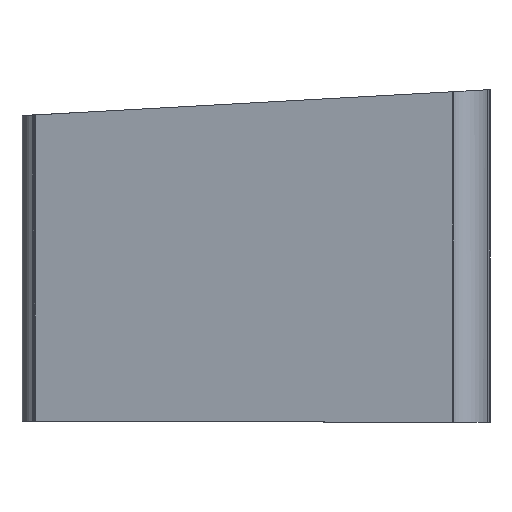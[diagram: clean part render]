
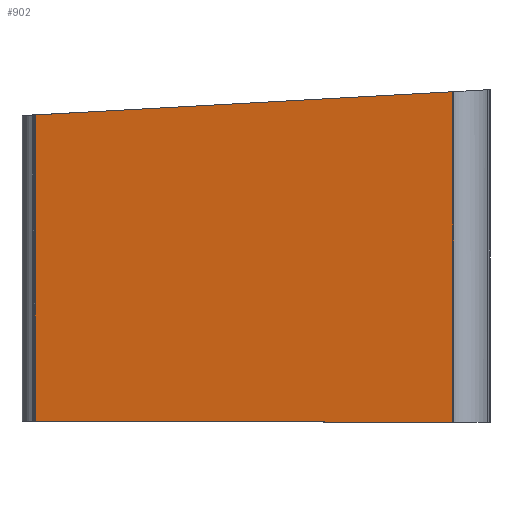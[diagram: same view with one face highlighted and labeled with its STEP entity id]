
A CAD part, top view. The second image highlights one B-rep face of the part: STEP entity #902.
In plain terms, the highlighted planar face has unit normal (0.851, 0, 0.526).
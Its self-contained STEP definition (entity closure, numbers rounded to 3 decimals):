
#44 = PLANE('',#45);
#45 = AXIS2_PLACEMENT_3D('',#46,#47,#48);
#46 = CARTESIAN_POINT('',(4.001,-68.69,0.));
#47 = DIRECTION('',(0.058,-0.998,0.));
#48 = DIRECTION('',(0.,0.,-1.));
#97 = PLANE('',#98);
#98 = AXIS2_PLACEMENT_3D('',#99,#100,#101);
#99 = CARTESIAN_POINT('',(0.,0.,-7500.));
#100 = DIRECTION('',(0.,-1.,-0.));
#101 = DIRECTION('',(1.,0.,0.));
#220 = VERTEX_POINT('',#221);
#221 = CARTESIAN_POINT('',(11749.431,615.403,
    2531.528));
#236 = CYLINDRICAL_SURFACE('',#237,48.);
#237 = AXIS2_PLACEMENT_3D('',#238,#239,#240);
#238 = CARTESIAN_POINT('',(11790.262,-550.,2556.763)
  );
#239 = DIRECTION('',(-0.,1.,0.));
#240 = DIRECTION('',(0.438,0.,-0.899));
#255 = EDGE_CURVE('',#256,#220,#258,.T.);
#256 = VERTEX_POINT('',#257);
#257 = CARTESIAN_POINT('',(10954.793,569.12,
    3817.266));
#258 = SURFACE_CURVE('',#259,(#263,#269),.PCURVE_S1.);
#259 = LINE('',#260,#261);
#260 = CARTESIAN_POINT('',(9626.142,491.735,
    5967.046));
#261 = VECTOR('',#262,1.);
#262 = DIRECTION('',(0.525,0.031,-0.85));
#263 = PCURVE('',#44,#264);
#264 = DEFINITIONAL_REPRESENTATION('',(#265),#268);
#265 = B_SPLINE_CURVE_WITH_KNOTS('',1,(#266,#267),.UNSPECIFIED.,.F.,.F.,
  (2,2),(-12005609.332,12005639.461),
  .PIECEWISE_BEZIER_KNOTS.);
#266 = CARTESIAN_POINT('',(-10213734.217,-6309866.662));
#267 = CARTESIAN_POINT('',(10201825.742,6329159.416));
#268 = ( GEOMETRIC_REPRESENTATION_CONTEXT(2) 
PARAMETRIC_REPRESENTATION_CONTEXT() REPRESENTATION_CONTEXT('2D SPACE',''
  ) );
#269 = PCURVE('',#270,#275);
#270 = PLANE('',#271);
#271 = AXIS2_PLACEMENT_3D('',#272,#273,#274);
#272 = CARTESIAN_POINT('',(9634.058,0.,5954.238));
#273 = DIRECTION('',(0.851,0.,0.526));
#274 = DIRECTION('',(0.,-1.,0.));
#275 = DEFINITIONAL_REPRESENTATION('',(#276),#279);
#276 = B_SPLINE_CURVE_WITH_KNOTS('',1,(#277,#278),.UNSPECIFIED.,.F.,.F.,
  (2,2),(-12005609.332,12005639.461),
  .PIECEWISE_BEZIER_KNOTS.);
#277 = CARTESIAN_POINT('',(366954.611,-12000000.));
#278 = CARTESIAN_POINT('',(-367939.003,12000000.));
#279 = ( GEOMETRIC_REPRESENTATION_CONTEXT(2) 
PARAMETRIC_REPRESENTATION_CONTEXT() REPRESENTATION_CONTEXT('2D SPACE',''
  ) );
#298 = CYLINDRICAL_SURFACE('',#299,48.);
#299 = AXIS2_PLACEMENT_3D('',#300,#301,#302);
#300 = CARTESIAN_POINT('',(10995.624,-550.,3842.501)
  );
#301 = DIRECTION('',(-0.,1.,0.));
#302 = DIRECTION('',(-0.609,-0.,0.794));
#650 = VERTEX_POINT('',#651);
#651 = CARTESIAN_POINT('',(11749.431,0.,2531.528));
#677 = EDGE_CURVE('',#678,#650,#680,.T.);
#678 = VERTEX_POINT('',#679);
#679 = CARTESIAN_POINT('',(10954.793,0.,3817.266));
#680 = SURFACE_CURVE('',#681,(#685,#691),.PCURVE_S1.);
#681 = LINE('',#682,#683);
#682 = CARTESIAN_POINT('',(11311.117,0.,3240.728));
#683 = VECTOR('',#684,1.);
#684 = DIRECTION('',(0.526,0.,-0.851));
#685 = PCURVE('',#97,#686);
#686 = DEFINITIONAL_REPRESENTATION('',(#687),#690);
#687 = B_SPLINE_CURVE_WITH_KNOTS('',1,(#688,#689),.UNSPECIFIED.,.F.,.F.,
  (2,2),(-828.91,984.865),.PIECEWISE_BEZIER_KNOTS.);
#688 = CARTESIAN_POINT('',(10875.329,11445.839));
#689 = CARTESIAN_POINT('',(11828.895,9902.954));
#690 = ( GEOMETRIC_REPRESENTATION_CONTEXT(2) 
PARAMETRIC_REPRESENTATION_CONTEXT() REPRESENTATION_CONTEXT('2D SPACE',''
  ) );
#691 = PCURVE('',#270,#692);
#692 = DEFINITIONAL_REPRESENTATION('',(#693),#696);
#693 = B_SPLINE_CURVE_WITH_KNOTS('',1,(#694,#695),.UNSPECIFIED.,.F.,.F.,
  (2,2),(-828.91,984.865),.PIECEWISE_BEZIER_KNOTS.);
#694 = CARTESIAN_POINT('',(0.,2361.021));
#695 = CARTESIAN_POINT('',(0.,4174.796));
#696 = ( GEOMETRIC_REPRESENTATION_CONTEXT(2) 
PARAMETRIC_REPRESENTATION_CONTEXT() REPRESENTATION_CONTEXT('2D SPACE',''
  ) );
#881 = EDGE_CURVE('',#678,#256,#882,.T.);
#882 = SURFACE_CURVE('',#883,(#887,#894),.PCURVE_S1.);
#883 = LINE('',#884,#885);
#884 = CARTESIAN_POINT('',(10954.793,-550.,3817.266)
  );
#885 = VECTOR('',#886,1.);
#886 = DIRECTION('',(-0.,1.,0.));
#887 = PCURVE('',#298,#888);
#888 = DEFINITIONAL_REPRESENTATION('',(#889),#893);
#889 = LINE('',#890,#891);
#890 = CARTESIAN_POINT('',(-1.47,0.));
#891 = VECTOR('',#892,1.);
#892 = DIRECTION('',(-0.,1.));
#893 = ( GEOMETRIC_REPRESENTATION_CONTEXT(2) 
PARAMETRIC_REPRESENTATION_CONTEXT() REPRESENTATION_CONTEXT('2D SPACE',''
  ) );
#894 = PCURVE('',#270,#895);
#895 = DEFINITIONAL_REPRESENTATION('',(#896),#900);
#896 = LINE('',#897,#898);
#897 = CARTESIAN_POINT('',(550.,2512.169));
#898 = VECTOR('',#899,1.);
#899 = DIRECTION('',(-1.,0.));
#900 = ( GEOMETRIC_REPRESENTATION_CONTEXT(2) 
PARAMETRIC_REPRESENTATION_CONTEXT() REPRESENTATION_CONTEXT('2D SPACE',''
  ) );
#902 = ADVANCED_FACE('',(#903),#270,.T.);
#903 = FACE_BOUND('',#904,.T.);
#904 = EDGE_LOOP('',(#905,#906,#927,#928));
#905 = ORIENTED_EDGE('',*,*,#677,.T.);
#906 = ORIENTED_EDGE('',*,*,#907,.T.);
#907 = EDGE_CURVE('',#650,#220,#908,.T.);
#908 = SURFACE_CURVE('',#909,(#913,#920),.PCURVE_S1.);
#909 = LINE('',#910,#911);
#910 = CARTESIAN_POINT('',(11749.431,-550.,2531.528));
#911 = VECTOR('',#912,1.);
#912 = DIRECTION('',(-0.,1.,0.));
#913 = PCURVE('',#270,#914);
#914 = DEFINITIONAL_REPRESENTATION('',(#915),#919);
#915 = LINE('',#916,#917);
#916 = CARTESIAN_POINT('',(550.,4023.648));
#917 = VECTOR('',#918,1.);
#918 = DIRECTION('',(-1.,0.));
#919 = ( GEOMETRIC_REPRESENTATION_CONTEXT(2) 
PARAMETRIC_REPRESENTATION_CONTEXT() REPRESENTATION_CONTEXT('2D SPACE',''
  ) );
#920 = PCURVE('',#236,#921);
#921 = DEFINITIONAL_REPRESENTATION('',(#922),#926);
#922 = LINE('',#923,#924);
#923 = CARTESIAN_POINT('',(1.47,0.));
#924 = VECTOR('',#925,1.);
#925 = DIRECTION('',(0.,1.));
#926 = ( GEOMETRIC_REPRESENTATION_CONTEXT(2) 
PARAMETRIC_REPRESENTATION_CONTEXT() REPRESENTATION_CONTEXT('2D SPACE',''
  ) );
#927 = ORIENTED_EDGE('',*,*,#255,.F.);
#928 = ORIENTED_EDGE('',*,*,#881,.F.);
